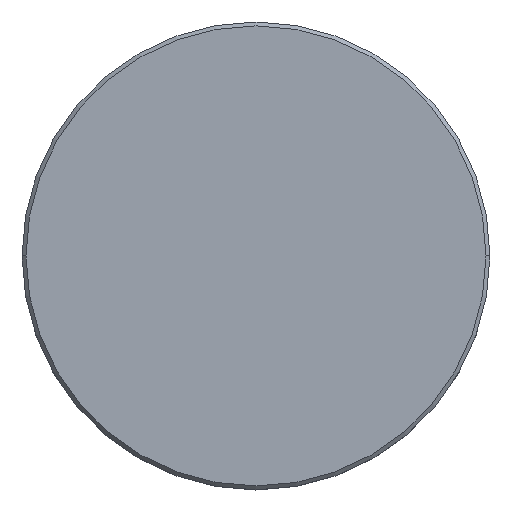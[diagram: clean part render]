
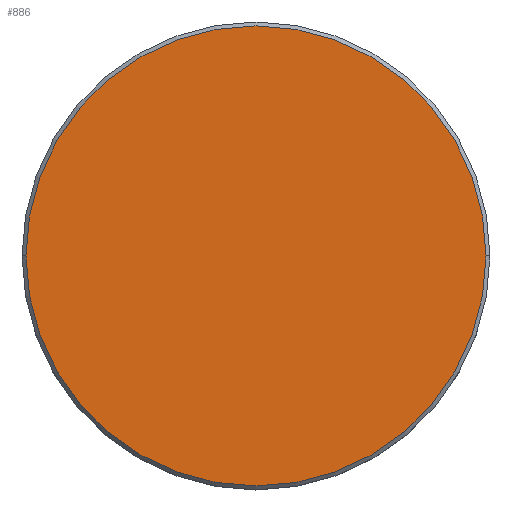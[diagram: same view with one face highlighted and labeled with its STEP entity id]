
A CAD part, top view. The second image highlights one B-rep face of the part: STEP entity #886.
In plain terms, the highlighted planar face has unit normal (0, 0, 1).
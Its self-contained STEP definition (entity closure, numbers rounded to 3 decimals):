
#96 = DIRECTION ( 'NONE',  ( 1., 0., 0. ) ) ;
#150 = CIRCLE ( 'NONE', #310, 29.5 ) ;
#306 = CARTESIAN_POINT ( 'NONE',  ( 0., 0., 0. ) ) ;
#310 = AXIS2_PLACEMENT_3D ( 'NONE', #367, #373, #729 ) ;
#367 = CARTESIAN_POINT ( 'NONE',  ( 0., 0., 0. ) ) ;
#373 = DIRECTION ( 'NONE',  ( 0., 0., 1. ) ) ;
#440 = AXIS2_PLACEMENT_3D ( 'NONE', #306, #1046, #586 ) ;
#477 = PLANE ( 'NONE',  #440 ) ;
#479 = CIRCLE ( 'NONE', #1053, 29.5 ) ;
#542 = CARTESIAN_POINT ( 'NONE',  ( 29.5, 0., 0. ) ) ;
#566 = EDGE_LOOP ( 'NONE', ( #1116, #931 ) ) ;
#586 = DIRECTION ( 'NONE',  ( 1., 0., 0. ) ) ;
#728 = VERTEX_POINT ( 'NONE', #542 ) ;
#729 = DIRECTION ( 'NONE',  ( 1., 0., 0. ) ) ;
#747 = EDGE_CURVE ( 'NONE', #789, #728, #479, .T. ) ;
#768 = CARTESIAN_POINT ( 'NONE',  ( -29.5, 0., 0. ) ) ;
#789 = VERTEX_POINT ( 'NONE', #768 ) ;
#886 = ADVANCED_FACE ( 'NONE', ( #1135 ), #477, .T. ) ;
#909 = DIRECTION ( 'NONE',  ( 0., 0., 1. ) ) ;
#913 = CARTESIAN_POINT ( 'NONE',  ( 0., 0., 0. ) ) ;
#931 = ORIENTED_EDGE ( 'NONE', *, *, #1117, .T. ) ;
#1046 = DIRECTION ( 'NONE',  ( 0., 0., 1. ) ) ;
#1053 = AXIS2_PLACEMENT_3D ( 'NONE', #913, #909, #96 ) ;
#1116 = ORIENTED_EDGE ( 'NONE', *, *, #747, .T. ) ;
#1117 = EDGE_CURVE ( 'NONE', #728, #789, #150, .T. ) ;
#1135 = FACE_OUTER_BOUND ( 'NONE', #566, .T. ) ;
